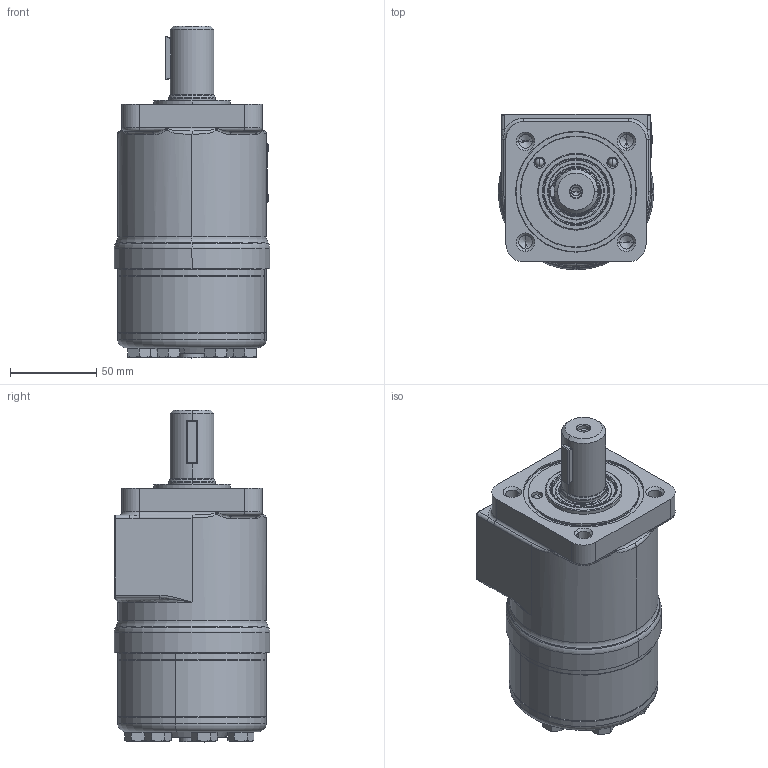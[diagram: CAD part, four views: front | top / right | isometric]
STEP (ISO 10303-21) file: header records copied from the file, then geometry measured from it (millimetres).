
FILE_DESCRIPTION((''),'2;1');
FILE_NAME('145XXXF30B1AAAAAP_SW0001','2022-09-22T',('U374100'),(''),'CREO PARAMETRIC BY PTC INC, 2015480','CREO PARAMETRIC BY PTC INC, 2015480','');
FILE_SCHEMA(('CONFIG_CONTROL_DESIGN'));
Length unit declared in the file: millimetre
Products named in the file (1): 145XXXF30B1AAAAAP_SW0001
Bounding box: 90 x 90 x 192.01 mm (x, y, z)
Volume: 438625.9 mm3; surface area: 120580.9 mm2
Topology: 2 solids, 5 shells, 937 faces, 2229 edges, 1359 vertices
Faces by surface type: plane 294, cylinder 264, cone 237, bspline 77, torus 55, sphere 10
Entity records: 31361 total; most frequent: CARTESIAN_POINT 10166, DIRECTION 4397, ORIENTED_EDGE 4382, EDGE_CURVE 2191, AXIS2_PLACEMENT_3D 1720, VERTEX_POINT 1359, EDGE_LOOP 1042, VECTOR 957
